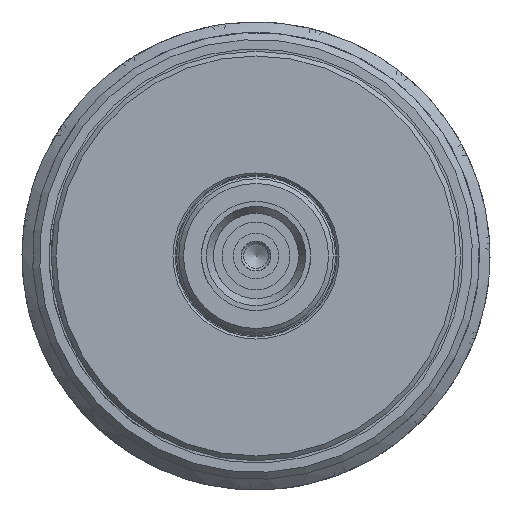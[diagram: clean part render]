
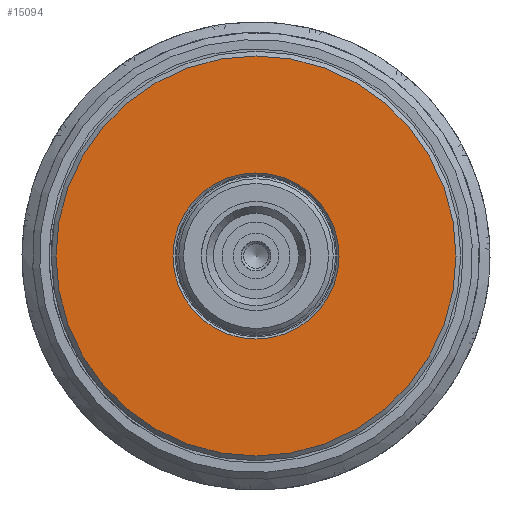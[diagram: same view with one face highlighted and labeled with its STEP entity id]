
A CAD part, front view. The second image highlights one B-rep face of the part: STEP entity #15094.
In plain terms, the highlighted planar face has unit normal (0, -1, 0).
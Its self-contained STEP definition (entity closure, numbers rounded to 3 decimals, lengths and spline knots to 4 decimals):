
#3329=PLANE('',#25073);
#3432=ORIENTED_EDGE('',*,*,#8304,.T.);
#3433=ORIENTED_EDGE('',*,*,#8303,.T.);
#8303=EDGE_CURVE('',#10750,#10750,#12013,.T.);
#8304=EDGE_CURVE('',#10751,#10751,#12014,.F.);
#10750=VERTEX_POINT('',#26662);
#10751=VERTEX_POINT('',#26665);
#12013=CIRCLE('',#25072,8.55);
#12014=CIRCLE('',#25074,3.55);
#12175=EDGE_LOOP('',(#3432));
#12176=EDGE_LOOP('',(#3433));
#13509=FACE_BOUND('',#12175,.T.);
#13510=FACE_BOUND('',#12176,.T.);
#15094=ADVANCED_FACE('',(#13509,#13510),#3329,.T.);
#25072=AXIS2_PLACEMENT_3D('',#26661,#25620,#25621);
#25073=AXIS2_PLACEMENT_3D('',#26663,#25622,#25623);
#25074=AXIS2_PLACEMENT_3D('',#26664,#25624,#25625);
#25620=DIRECTION('',(0.,-1.,0.));
#25621=DIRECTION('',(-1.,0.,0.));
#25622=DIRECTION('',(0.,-1.,0.));
#25623=DIRECTION('',(-1.,0.,0.));
#25624=DIRECTION('',(0.,-1.,0.));
#25625=DIRECTION('',(-1.,0.,0.));
#26661=CARTESIAN_POINT('',(0.,-17.,0.));
#26662=CARTESIAN_POINT('',(-8.55,-17.,0.));
#26663=CARTESIAN_POINT('',(0.,-17.,0.));
#26664=CARTESIAN_POINT('',(0.,-17.,0.));
#26665=CARTESIAN_POINT('',(-3.55,-17.,0.));
